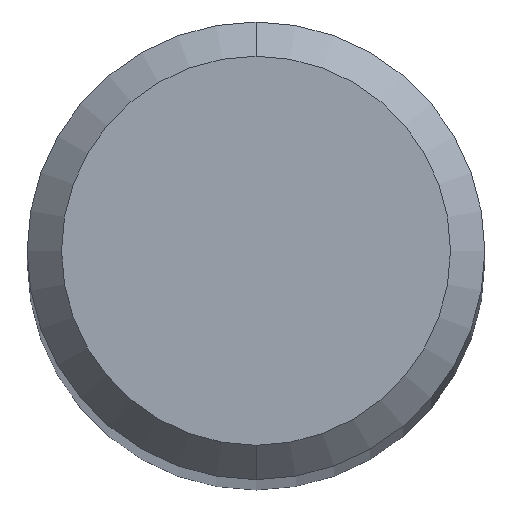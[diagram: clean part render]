
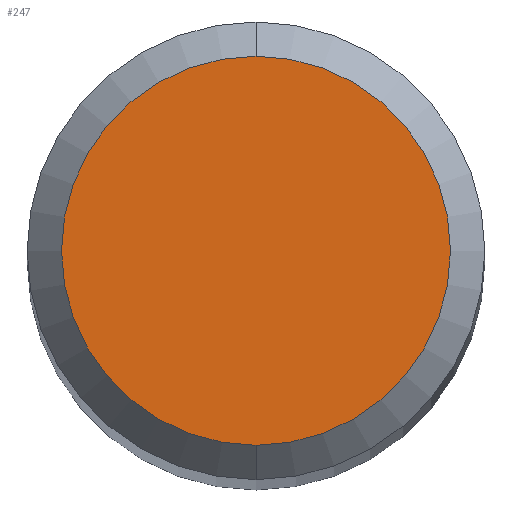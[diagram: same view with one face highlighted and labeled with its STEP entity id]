
A CAD part, top view. The second image highlights one B-rep face of the part: STEP entity #247.
In plain terms, the highlighted planar face has unit normal (0, 0, 1).
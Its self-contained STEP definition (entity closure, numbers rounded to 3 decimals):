
#247=ADVANCED_FACE('',(#561),#562,.T.);
#273=EDGE_CURVE('',#417,#283,#592,.T.);
#283=VERTEX_POINT('',#604);
#323=EDGE_CURVE('',#283,#417,#648,.T.);
#417=VERTEX_POINT('',#749);
#561=FACE_OUTER_BOUND('',#941,.T.);
#562=PLANE('',#942);
#592=CIRCLE('',#980,1.7);
#604=CARTESIAN_POINT('',(0.,-1.7,0.0));
#648=CIRCLE('',#1120,1.7);
#749=CARTESIAN_POINT('',(0.0,1.7,0.0));
#941=EDGE_LOOP('',(#1522,#1523));
#942=AXIS2_PLACEMENT_3D('',#1524,#1525,#1526);
#980=AXIS2_PLACEMENT_3D('',#1562,#1563,#1564);
#1120=AXIS2_PLACEMENT_3D('',#1637,#1638,#1639);
#1522=ORIENTED_EDGE('',*,*,#273,.F.);
#1523=ORIENTED_EDGE('',*,*,#323,.F.);
#1524=CARTESIAN_POINT('',(0.0,0.85,0.0));
#1525=DIRECTION('',(-0.0,0.0,1.0));
#1526=DIRECTION('',(0.0,-1.0,0.0));
#1562=CARTESIAN_POINT('',(0.0,0.0,0.0));
#1563=DIRECTION('',(0.0,0.0,-1.0));
#1564=DIRECTION('',(0.0,1.0,0.0));
#1637=CARTESIAN_POINT('',(0.0,0.0,0.0));
#1638=DIRECTION('',(0.0,0.0,-1.0));
#1639=DIRECTION('',(0.0,1.0,0.0));
